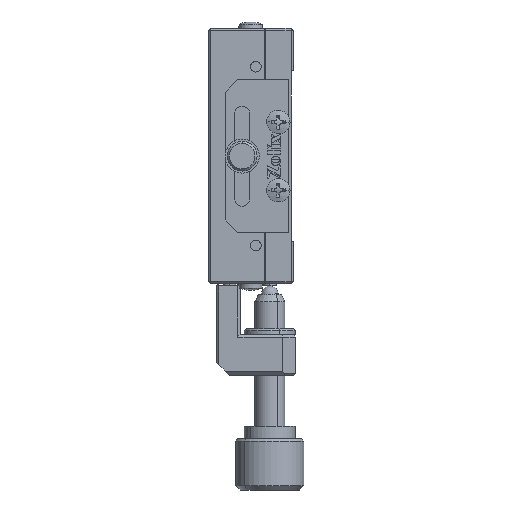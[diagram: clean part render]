
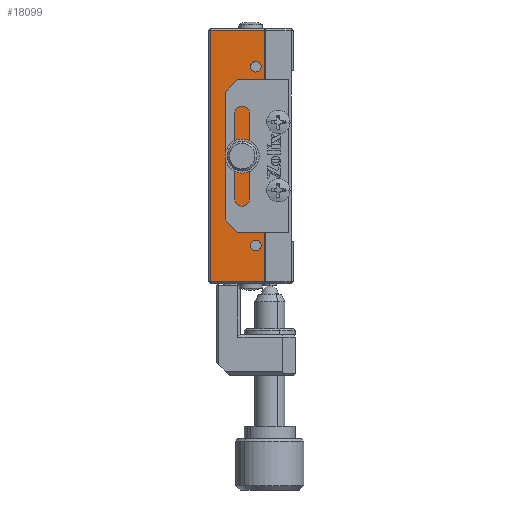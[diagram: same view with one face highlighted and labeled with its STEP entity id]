
A CAD part, left-side view. The second image highlights one B-rep face of the part: STEP entity #18099.
In plain terms, the highlighted planar face has unit normal (-1, 0, 0).
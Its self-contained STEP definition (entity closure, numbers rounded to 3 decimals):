
#216 = DIRECTION ( 'NONE',  ( 0., 0., -1. ) ) ;
#240 = CARTESIAN_POINT ( 'NONE',  ( -28.164, -4.539, 71.3 ) ) ;
#446 = ORIENTED_EDGE ( 'NONE', *, *, #2136, .T. ) ;
#480 = CIRCLE ( 'NONE', #17855, 1.25 ) ;
#544 = EDGE_LOOP ( 'NONE', ( #4309, #2659 ) ) ;
#766 = FACE_BOUND ( 'NONE', #544, .T. ) ;
#1049 = CARTESIAN_POINT ( 'NONE',  ( -28.164, -7.739, 59.05 ) ) ;
#1200 = CARTESIAN_POINT ( 'NONE',  ( -28.164, -7.739, 60.3 ) ) ;
#1251 = EDGE_CURVE ( 'NONE', #21368, #3968, #5403, .T. ) ;
#1618 = CARTESIAN_POINT ( 'NONE',  ( -28.164, 2.961, 41.3 ) ) ;
#1714 = CARTESIAN_POINT ( 'NONE',  ( -28.164, -7.739, 92.3 ) ) ;
#2136 = EDGE_CURVE ( 'NONE', #17505, #16973, #6920, .T. ) ;
#2191 = ORIENTED_EDGE ( 'NONE', *, *, #8211, .F. ) ;
#2332 = FACE_BOUND ( 'NONE', #13503, .T. ) ;
#2579 = CARTESIAN_POINT ( 'NONE',  ( -28.164, 2.961, 41.8 ) ) ;
#2618 = DIRECTION ( 'NONE',  ( 0., 0., 1. ) ) ;
#2659 = ORIENTED_EDGE ( 'NONE', *, *, #16725, .F. ) ;
#2772 = AXIS2_PLACEMENT_3D ( 'NONE', #240, #11745, #6828 ) ;
#2872 = CIRCLE ( 'NONE', #5746, 1.25 ) ;
#3101 = ORIENTED_EDGE ( 'NONE', *, *, #15460, .F. ) ;
#3225 = CARTESIAN_POINT ( 'NONE',  ( -28.164, -7.739, 51.55 ) ) ;
#3618 = CIRCLE ( 'NONE', #19330, 1.25 ) ;
#3681 = VECTOR ( 'NONE', #19710, 1000. ) ;
#3811 = CARTESIAN_POINT ( 'NONE',  ( -28.164, -9.739, 41.8 ) ) ;
#3968 = VERTEX_POINT ( 'NONE', #7285 ) ;
#4309 = ORIENTED_EDGE ( 'NONE', *, *, #19553, .F. ) ;
#4331 = VERTEX_POINT ( 'NONE', #17922 ) ;
#4438 = CIRCLE ( 'NONE', #8043, 1.25 ) ;
#4524 = DIRECTION ( 'NONE',  ( -1., 0., 0. ) ) ;
#4532 = CIRCLE ( 'NONE', #2772, 1.25 ) ;
#4651 = FACE_OUTER_BOUND ( 'NONE', #12481, .T. ) ;
#4729 = VERTEX_POINT ( 'NONE', #5873 ) ;
#5108 = CARTESIAN_POINT ( 'NONE',  ( -28.164, 2.961, 100.8 ) ) ;
#5403 = CIRCLE ( 'NONE', #10761, 1.25 ) ;
#5594 = ORIENTED_EDGE ( 'NONE', *, *, #1251, .F. ) ;
#5672 = ORIENTED_EDGE ( 'NONE', *, *, #8250, .F. ) ;
#5695 = FACE_BOUND ( 'NONE', #20867, .T. ) ;
#5746 = AXIS2_PLACEMENT_3D ( 'NONE', #13888, #8932, #14105 ) ;
#5833 = DIRECTION ( 'NONE',  ( 0., 0., 1. ) ) ;
#5873 = CARTESIAN_POINT ( 'NONE',  ( -28.164, -7.739, 93.55 ) ) ;
#6025 = DIRECTION ( 'NONE',  ( -1., 0., 0. ) ) ;
#6173 = VERTEX_POINT ( 'NONE', #1049 ) ;
#6308 = VERTEX_POINT ( 'NONE', #18739 ) ;
#6645 = LINE ( 'NONE', #11489, #14946 ) ;
#6683 = VECTOR ( 'NONE', #18803, 1000. ) ;
#6753 = FACE_BOUND ( 'NONE', #7176, .T. ) ;
#6828 = DIRECTION ( 'NONE',  ( 0., 0., 1. ) ) ;
#6920 = LINE ( 'NONE', #3811, #6683 ) ;
#7176 = EDGE_LOOP ( 'NONE', ( #3101, #14527 ) ) ;
#7222 = DIRECTION ( 'NONE',  ( 0., 0., 1. ) ) ;
#7266 = EDGE_CURVE ( 'NONE', #21420, #9369, #18470, .T. ) ;
#7285 = CARTESIAN_POINT ( 'NONE',  ( -28.164, -4.539, 70.05 ) ) ;
#7341 = DIRECTION ( 'NONE',  ( -1., 0., 0. ) ) ;
#7365 = VERTEX_POINT ( 'NONE', #15160 ) ;
#7591 = DIRECTION ( 'NONE',  ( -1., 0., 0. ) ) ;
#8043 = AXIS2_PLACEMENT_3D ( 'NONE', #12956, #11363, #17909 ) ;
#8211 = EDGE_CURVE ( 'NONE', #13113, #4331, #2872, .T. ) ;
#8250 = EDGE_CURVE ( 'NONE', #4331, #13113, #11669, .T. ) ;
#8270 = ORIENTED_EDGE ( 'NONE', *, *, #15264, .T. ) ;
#8932 = DIRECTION ( 'NONE',  ( -1., 0., 0. ) ) ;
#9254 = CARTESIAN_POINT ( 'NONE',  ( -28.164, -7.739, 50.3 ) ) ;
#9357 = CARTESIAN_POINT ( 'NONE',  ( -28.164, -7.739, 49.05 ) ) ;
#9369 = VERTEX_POINT ( 'NONE', #5108 ) ;
#9556 = FACE_BOUND ( 'NONE', #14276, .T. ) ;
#9955 = DIRECTION ( 'NONE',  ( 0., 0., 1. ) ) ;
#10761 = AXIS2_PLACEMENT_3D ( 'NONE', #21007, #6025, #2618 ) ;
#10799 = ORIENTED_EDGE ( 'NONE', *, *, #20880, .T. ) ;
#10903 = ORIENTED_EDGE ( 'NONE', *, *, #13551, .F. ) ;
#10963 = ORIENTED_EDGE ( 'NONE', *, *, #21296, .F. ) ;
#11175 = CIRCLE ( 'NONE', #11971, 1.25 ) ;
#11232 = VERTEX_POINT ( 'NONE', #9357 ) ;
#11296 = AXIS2_PLACEMENT_3D ( 'NONE', #15853, #7341, #17436 ) ;
#11360 = VERTEX_POINT ( 'NONE', #3225 ) ;
#11363 = DIRECTION ( 'NONE',  ( -1., 0., 0. ) ) ;
#11445 = DIRECTION ( 'NONE',  ( -1., 0., 0. ) ) ;
#11489 = CARTESIAN_POINT ( 'NONE',  ( -28.164, -9.739, 41.3 ) ) ;
#11669 = CIRCLE ( 'NONE', #19360, 1.25 ) ;
#11745 = DIRECTION ( 'NONE',  ( -1., 0., 0. ) ) ;
#11907 = AXIS2_PLACEMENT_3D ( 'NONE', #19168, #17661, #5833 ) ;
#11971 = AXIS2_PLACEMENT_3D ( 'NONE', #1200, #4524, #12927 ) ;
#12210 = CARTESIAN_POINT ( 'NONE',  ( -28.164, -7.739, 83.55 ) ) ;
#12224 = DIRECTION ( 'NONE',  ( -1., 0., 0. ) ) ;
#12481 = EDGE_LOOP ( 'NONE', ( #10799, #14937, #8270, #446 ) ) ;
#12912 = ORIENTED_EDGE ( 'NONE', *, *, #18650, .F. ) ;
#12927 = DIRECTION ( 'NONE',  ( 0., 0., 1. ) ) ;
#12956 = CARTESIAN_POINT ( 'NONE',  ( -28.164, -7.739, 60.3 ) ) ;
#13113 = VERTEX_POINT ( 'NONE', #12210 ) ;
#13503 = EDGE_LOOP ( 'NONE', ( #2191, #5672 ) ) ;
#13551 = EDGE_CURVE ( 'NONE', #3968, #21368, #4532, .T. ) ;
#13888 = CARTESIAN_POINT ( 'NONE',  ( -28.164, -7.739, 82.3 ) ) ;
#14105 = DIRECTION ( 'NONE',  ( 0., 0., 1. ) ) ;
#14171 = CIRCLE ( 'NONE', #18422, 1.25 ) ;
#14276 = EDGE_LOOP ( 'NONE', ( #5594, #10903 ) ) ;
#14527 = ORIENTED_EDGE ( 'NONE', *, *, #15866, .F. ) ;
#14937 = ORIENTED_EDGE ( 'NONE', *, *, #7266, .T. ) ;
#14946 = VECTOR ( 'NONE', #9955, 1000. ) ;
#14993 = DIRECTION ( 'NONE',  ( -1., 0., 0. ) ) ;
#15160 = CARTESIAN_POINT ( 'NONE',  ( -28.164, -7.739, 61.55 ) ) ;
#15264 = EDGE_CURVE ( 'NONE', #9369, #17505, #20286, .T. ) ;
#15460 = EDGE_CURVE ( 'NONE', #7365, #6173, #4438, .T. ) ;
#15632 = PLANE ( 'NONE',  #11296 ) ;
#15853 = CARTESIAN_POINT ( 'NONE',  ( -28.164, -9.739, 41.3 ) ) ;
#15866 = EDGE_CURVE ( 'NONE', #6173, #7365, #11175, .T. ) ;
#15894 = DIRECTION ( 'NONE',  ( 0., 0., 1. ) ) ;
#16487 = CIRCLE ( 'NONE', #11907, 1.25 ) ;
#16647 = DIRECTION ( 'NONE',  ( 0., 0., 1. ) ) ;
#16725 = EDGE_CURVE ( 'NONE', #6308, #4729, #3618, .T. ) ;
#16973 = VERTEX_POINT ( 'NONE', #18973 ) ;
#17173 = CARTESIAN_POINT ( 'NONE',  ( -28.164, -7.739, 82.3 ) ) ;
#17436 = DIRECTION ( 'NONE',  ( 0., 0., 1. ) ) ;
#17505 = VERTEX_POINT ( 'NONE', #2579 ) ;
#17661 = DIRECTION ( 'NONE',  ( -1., 0., 0. ) ) ;
#17798 = CARTESIAN_POINT ( 'NONE',  ( -28.164, -9.739, 100.8 ) ) ;
#17855 = AXIS2_PLACEMENT_3D ( 'NONE', #9254, #7591, #15894 ) ;
#17909 = DIRECTION ( 'NONE',  ( 0., 0., 1. ) ) ;
#17922 = CARTESIAN_POINT ( 'NONE',  ( -28.164, -7.739, 81.05 ) ) ;
#18099 = ADVANCED_FACE ( 'NONE', ( #4651, #9556, #6753, #5695, #766, #2332 ), #15632, .T. ) ;
#18422 = AXIS2_PLACEMENT_3D ( 'NONE', #1714, #14993, #16647 ) ;
#18470 = LINE ( 'NONE', #19562, #3681 ) ;
#18650 = EDGE_CURVE ( 'NONE', #11232, #11360, #480, .T. ) ;
#18739 = CARTESIAN_POINT ( 'NONE',  ( -28.164, -7.739, 91.05 ) ) ;
#18803 = DIRECTION ( 'NONE',  ( 0., -1., 0. ) ) ;
#18973 = CARTESIAN_POINT ( 'NONE',  ( -28.164, -9.739, 41.8 ) ) ;
#19168 = CARTESIAN_POINT ( 'NONE',  ( -28.164, -7.739, 50.3 ) ) ;
#19250 = VECTOR ( 'NONE', #216, 1000. ) ;
#19330 = AXIS2_PLACEMENT_3D ( 'NONE', #19930, #11445, #19784 ) ;
#19360 = AXIS2_PLACEMENT_3D ( 'NONE', #17173, #12224, #7222 ) ;
#19553 = EDGE_CURVE ( 'NONE', #4729, #6308, #14171, .T. ) ;
#19562 = CARTESIAN_POINT ( 'NONE',  ( -28.164, -9.739, 100.8 ) ) ;
#19710 = DIRECTION ( 'NONE',  ( 0., 1., 0. ) ) ;
#19784 = DIRECTION ( 'NONE',  ( 0., 0., 1. ) ) ;
#19930 = CARTESIAN_POINT ( 'NONE',  ( -28.164, -7.739, 92.3 ) ) ;
#20286 = LINE ( 'NONE', #1618, #19250 ) ;
#20867 = EDGE_LOOP ( 'NONE', ( #10963, #12912 ) ) ;
#20880 = EDGE_CURVE ( 'NONE', #16973, #21420, #6645, .T. ) ;
#21007 = CARTESIAN_POINT ( 'NONE',  ( -28.164, -4.539, 71.3 ) ) ;
#21100 = CARTESIAN_POINT ( 'NONE',  ( -28.164, -4.539, 72.55 ) ) ;
#21296 = EDGE_CURVE ( 'NONE', #11360, #11232, #16487, .T. ) ;
#21368 = VERTEX_POINT ( 'NONE', #21100 ) ;
#21420 = VERTEX_POINT ( 'NONE', #17798 ) ;
